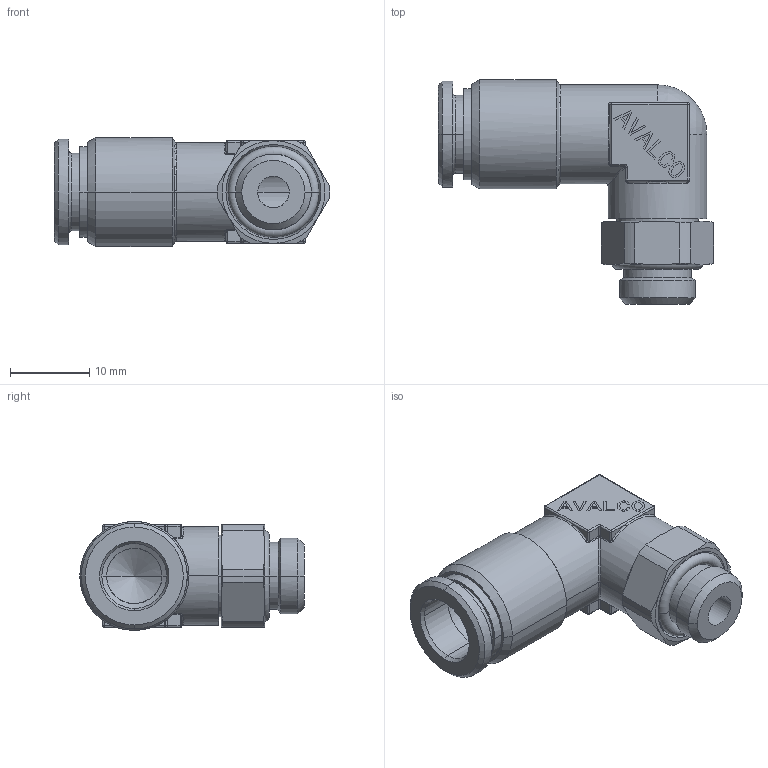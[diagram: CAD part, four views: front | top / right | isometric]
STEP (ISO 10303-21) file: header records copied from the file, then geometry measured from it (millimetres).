
FILE_DESCRIPTION(('CATIA V5 STEP Exchange'),'2;1');
FILE_NAME('PR507B-08G18.stp','2018-04-14T14:58:28+00:00',('none'),('none'),'CATIA Version 5 Release 21 GA (IN-10)','CATIA V5 STEP AP203','none');
FILE_SCHEMA(('CONFIG_CONTROL_DESIGN'));
Length unit declared in the file: millimetre
Products named in the file (1): PR507B-08G18
Bounding box: 34.8 x 28.4 x 13.8 mm (x, y, z)
Volume: 4492.2 mm3; surface area: 3835 mm2
Topology: 2 solids, 2 shells, 428 faces, 1070 edges, 668 vertices
Faces by surface type: plane 260, cylinder 70, cone 38, torus 28, sphere 16, bspline 16
Entity records: 13875 total; most frequent: CARTESIAN_POINT 4207, ORIENTED_EDGE 2132, DIRECTION 1672, EDGE_CURVE 1066, VECTOR 755, LINE 755, VERTEX_POINT 668, AXIS2_PLACEMENT_3D 548
